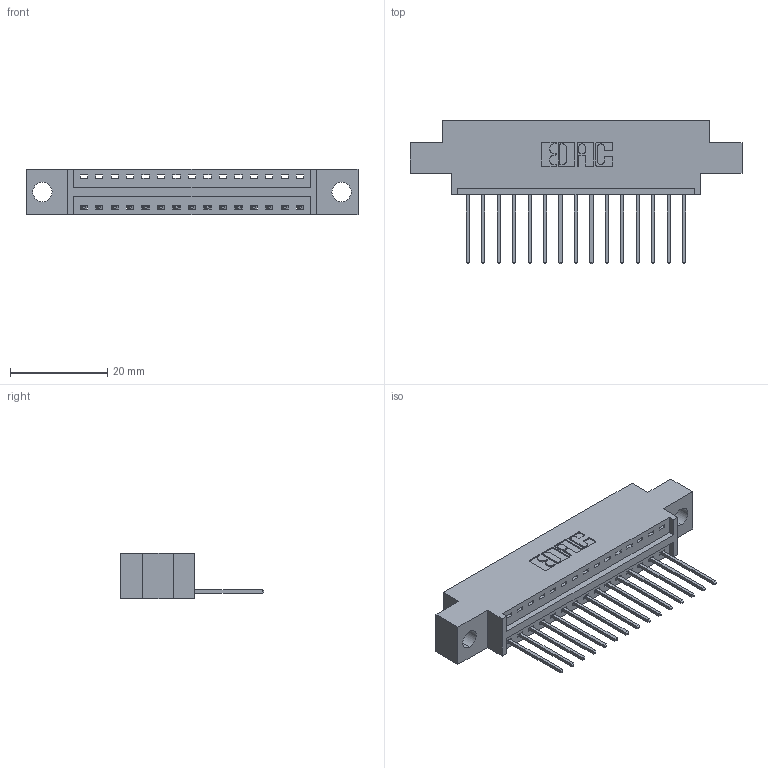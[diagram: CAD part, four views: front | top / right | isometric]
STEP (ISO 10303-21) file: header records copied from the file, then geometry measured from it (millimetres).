
FILE_DESCRIPTION (( 'STEP AP203' ), '1' );
FILE_NAME ('346-015-540-604.STEP', '2022-05-05T08:31:25', ( '' ), ( '' ), 'SwSTEP 2.0', 'SolidWorks 2020', '' );
FILE_SCHEMA (( 'CONFIG_CONTROL_DESIGN' ));
Length unit declared in the file: inch
Products named in the file (3): 345-292-001_345-293-140; 346 Part_0.170 Offset - 0.156 Dia-TH; 346-015-540-604
Assembly tree (16 placements, depth 2):
  346-015-540-604
    346 Part_0.170 Offset - 0.156 Dia-TH
    345-292-001_345-293-140  x15
Bounding box: 68.2 x 29.46 x 9.4 mm (x, y, z)
Volume: 6101.9 mm3; surface area: 7481.1 mm2
Topology: 16 solids, 16 shells, 1010 faces, 3017 edges, 1990 vertices
Faces by surface type: plane 694, cylinder 316
Entity records: 13513 total; most frequent: CARTESIAN_POINT 2335, ORIENTED_EDGE 2282, DIRECTION 2091, EDGE_CURVE 1141, VECTOR 949, LINE 949, VERTEX_POINT 758, AXIS2_PLACEMENT_3D 571
